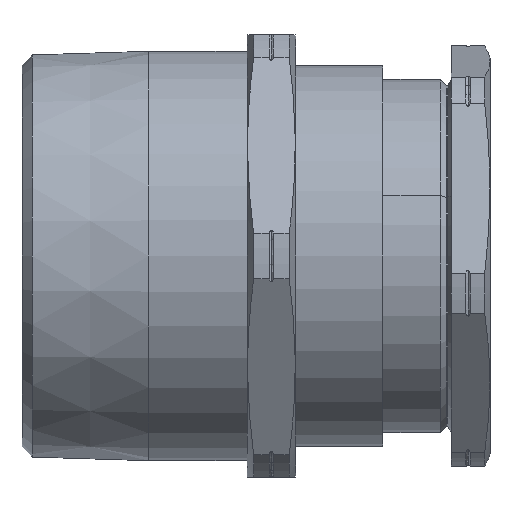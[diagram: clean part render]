
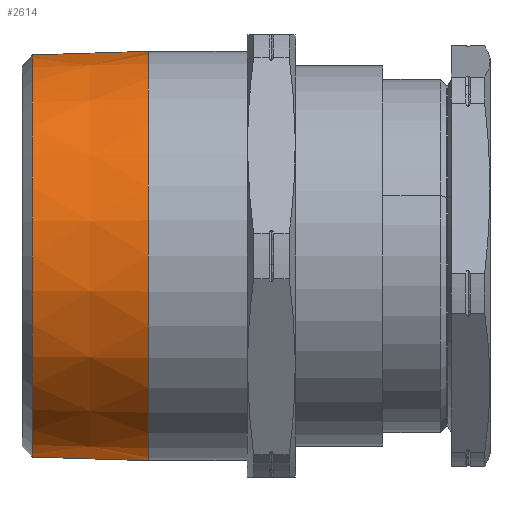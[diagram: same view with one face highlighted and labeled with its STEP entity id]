
A CAD part, front view. The second image highlights one B-rep face of the part: STEP entity #2614.
In plain terms, the highlighted conical face has half-angle 1.783 degrees and reference radius 35.813 mm.
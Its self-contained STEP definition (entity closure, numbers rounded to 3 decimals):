
#16 = ORIENTED_EDGE ( 'NONE', *, *, #1896, .F. ) ;
#166 = FACE_OUTER_BOUND ( 'NONE', #1252, .T. ) ;
#256 = DIRECTION ( 'NONE',  ( -1., 0., 0. ) ) ;
#499 = DIRECTION ( 'NONE',  ( 1., 0., 0. ) ) ;
#535 = CARTESIAN_POINT ( 'NONE',  ( 1.827, 0., 0. ) ) ;
#835 = CARTESIAN_POINT ( 'NONE',  ( 22.54, 0., -36.515 ) ) ;
#986 = CARTESIAN_POINT ( 'NONE',  ( 0., 0., 0. ) ) ;
#1103 = ORIENTED_EDGE ( 'NONE', *, *, #1488, .T. ) ;
#1140 = VECTOR ( 'NONE', #3080, 1000. ) ;
#1252 = EDGE_LOOP ( 'NONE', ( #16, #2334, #1103, #2620 ) ) ;
#1305 = AXIS2_PLACEMENT_3D ( 'NONE', #2957, #256, #3597 ) ;
#1392 = CONICAL_SURFACE ( 'NONE', #2442, 35.813, 0.031 ) ;
#1404 = CARTESIAN_POINT ( 'NONE',  ( 1.827, 0., 35.87 ) ) ;
#1426 = CARTESIAN_POINT ( 'NONE',  ( 0., 0., 35.813 ) ) ;
#1488 = EDGE_CURVE ( 'NONE', #3201, #3252, #3333, .T. ) ;
#1547 = DIRECTION ( 'NONE',  ( 1., 0., 0. ) ) ;
#1559 = DIRECTION ( 'NONE',  ( 0., 0., -1. ) ) ;
#1651 = AXIS2_PLACEMENT_3D ( 'NONE', #535, #499, #2479 ) ;
#1896 = EDGE_CURVE ( 'NONE', #3279, #2161, #1970, .T. ) ;
#1970 = LINE ( 'NONE', #1426, #1140 ) ;
#2019 = DIRECTION ( 'NONE',  ( 1., 0., -0.031 ) ) ;
#2139 = VECTOR ( 'NONE', #2019, 1000. ) ;
#2161 = VERTEX_POINT ( 'NONE', #2750 ) ;
#2334 = ORIENTED_EDGE ( 'NONE', *, *, #3199, .T. ) ;
#2380 = EDGE_CURVE ( 'NONE', #3252, #2161, #2457, .T. ) ;
#2442 = AXIS2_PLACEMENT_3D ( 'NONE', #986, #1547, #1559 ) ;
#2457 = CIRCLE ( 'NONE', #1305, 36.515 ) ;
#2479 = DIRECTION ( 'NONE',  ( 0., 0., -1. ) ) ;
#2614 = ADVANCED_FACE ( 'NONE', ( #166 ), #1392, .T. ) ;
#2620 = ORIENTED_EDGE ( 'NONE', *, *, #2380, .T. ) ;
#2750 = CARTESIAN_POINT ( 'NONE',  ( 22.54, 0., 36.515 ) ) ;
#2870 = CIRCLE ( 'NONE', #1651, 35.87 ) ;
#2957 = CARTESIAN_POINT ( 'NONE',  ( 22.54, 0., 0. ) ) ;
#3080 = DIRECTION ( 'NONE',  ( 1., 0., 0.031 ) ) ;
#3177 = CARTESIAN_POINT ( 'NONE',  ( 0., 0., -35.813 ) ) ;
#3199 = EDGE_CURVE ( 'NONE', #3279, #3201, #2870, .T. ) ;
#3201 = VERTEX_POINT ( 'NONE', #3568 ) ;
#3252 = VERTEX_POINT ( 'NONE', #835 ) ;
#3279 = VERTEX_POINT ( 'NONE', #1404 ) ;
#3333 = LINE ( 'NONE', #3177, #2139 ) ;
#3568 = CARTESIAN_POINT ( 'NONE',  ( 1.827, 0., -35.87 ) ) ;
#3597 = DIRECTION ( 'NONE',  ( 0., 0., 1. ) ) ;
